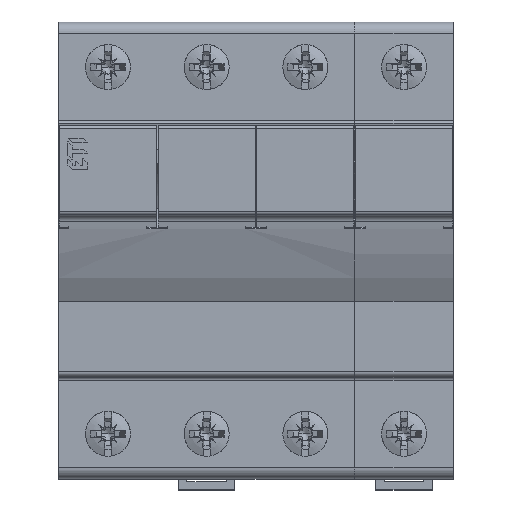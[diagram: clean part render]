
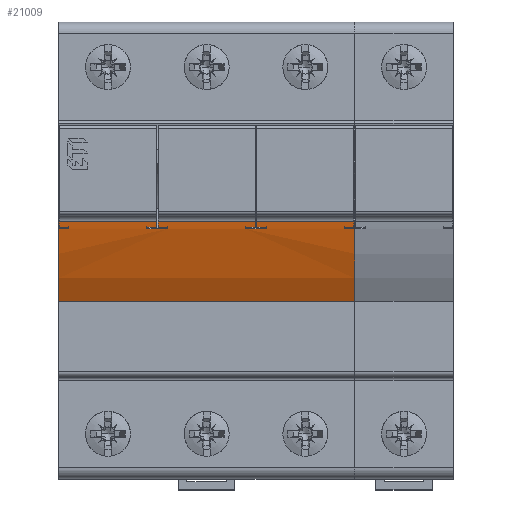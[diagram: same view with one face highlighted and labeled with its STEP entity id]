
A CAD part, top view. The second image highlights one B-rep face of the part: STEP entity #21009.
In plain terms, the highlighted cylindrical face has radius 46 mm (diameter 92 mm), a partial arc.
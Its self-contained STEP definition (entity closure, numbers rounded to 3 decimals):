
#147=CARTESIAN_POINT('',(0.,-3.7,7.5));
#148=DIRECTION('',(1.,0.,0.));
#149=DIRECTION('',(0.,-0.221,0.975));
#150=AXIS2_PLACEMENT_3D('',#147,#148,#149);
#3301=DIRECTION('',(1.,0.,0.));
#3302=VECTOR('',#3301,17.2);
#3303=CARTESIAN_POINT('',(35.15,-12.609,52.629));
#3304=LINE('',#3303,#3302);
#3308=DIRECTION('',(-1.,0.,0.));
#3309=VECTOR('',#3308,52.5);
#3310=CARTESIAN_POINT('',(52.5,-26.764,47.3));
#3311=LINE('',#3310,#3309);
#3315=DIRECTION('',(1.,0.,0.));
#3316=VECTOR('',#3315,17.2);
#3317=CARTESIAN_POINT('',(0.15,-12.609,52.629));
#3318=LINE('',#3317,#3316);
#3322=DIRECTION('',(1.,0.,0.));
#3323=VECTOR('',#3322,17.2);
#3324=CARTESIAN_POINT('',(17.65,-12.609,52.629));
#3325=LINE('',#3324,#3323);
#3329=DIRECTION('',(-1.,0.,0.));
#3330=VECTOR('',#3329,3.7);
#3331=CARTESIAN_POINT('',(36.85,-13.883,52.359));
#3332=LINE('',#3331,#3330);
#3363=CARTESIAN_POINT('',(33.15,-3.7,7.5));
#3364=DIRECTION('',(-1.,0.,0.));
#3365=DIRECTION('',(0.,-0.221,0.975));
#3366=AXIS2_PLACEMENT_3D('',#3363,#3364,#3365);
#3387=DIRECTION('',(1.,0.,0.));
#3388=VECTOR('',#3387,1.7);
#3389=CARTESIAN_POINT('',(33.15,-13.637,52.414));
#3390=LINE('',#3389,#3388);
#3540=CARTESIAN_POINT('',(34.85,-3.7,7.5));
#3541=DIRECTION('',(-1.,0.,0.));
#3542=DIRECTION('',(0.,-0.216,0.976));
#3543=AXIS2_PLACEMENT_3D('',#3540,#3541,#3542);
#3625=CARTESIAN_POINT('',(17.65,-3.7,7.5));
#3626=DIRECTION('',(1.,0.,0.));
#3627=DIRECTION('',(0.,-0.194,0.981));
#3628=AXIS2_PLACEMENT_3D('',#3625,#3626,#3627);
#3739=DIRECTION('',(1.,0.,0.));
#3740=VECTOR('',#3739,1.7);
#3741=CARTESIAN_POINT('',(17.65,-13.637,52.414));
#3742=LINE('',#3741,#3740);
#3785=CARTESIAN_POINT('',(19.35,-3.7,7.5));
#3786=DIRECTION('',(1.,0.,0.));
#3787=DIRECTION('',(0.,-0.216,0.976));
#3788=AXIS2_PLACEMENT_3D('',#3785,#3786,#3787);
#3793=DIRECTION('',(-1.,0.,0.));
#3794=VECTOR('',#3793,3.7);
#3795=CARTESIAN_POINT('',(19.35,-13.883,52.359));
#3796=LINE('',#3795,#3794);
#3820=CARTESIAN_POINT('',(15.65,-3.7,7.5));
#3821=DIRECTION('',(-1.,0.,0.));
#3822=DIRECTION('',(0.,-0.221,0.975));
#3823=AXIS2_PLACEMENT_3D('',#3820,#3821,#3822);
#3844=DIRECTION('',(1.,0.,0.));
#3845=VECTOR('',#3844,1.7);
#3846=CARTESIAN_POINT('',(15.65,-13.637,52.414));
#3847=LINE('',#3846,#3845);
#3997=CARTESIAN_POINT('',(17.35,-3.7,7.5));
#3998=DIRECTION('',(-1.,0.,0.));
#3999=DIRECTION('',(0.,-0.216,0.976));
#4000=AXIS2_PLACEMENT_3D('',#3997,#3998,#3999);
#4082=CARTESIAN_POINT('',(0.15,-3.7,7.5));
#4083=DIRECTION('',(1.,0.,0.));
#4084=DIRECTION('',(0.,-0.194,0.981));
#4085=AXIS2_PLACEMENT_3D('',#4082,#4083,#4084);
#4196=DIRECTION('',(1.,0.,0.));
#4197=VECTOR('',#4196,1.7);
#4198=CARTESIAN_POINT('',(0.15,-13.637,52.414));
#4199=LINE('',#4198,#4197);
#4242=CARTESIAN_POINT('',(1.85,-3.7,7.5));
#4243=DIRECTION('',(1.,0.,0.));
#4244=DIRECTION('',(0.,-0.216,0.976));
#4245=AXIS2_PLACEMENT_3D('',#4242,#4243,#4244);
#4250=DIRECTION('',(-1.,0.,0.));
#4251=VECTOR('',#4250,1.85);
#4252=CARTESIAN_POINT('',(1.85,-13.883,52.359));
#4253=LINE('',#4252,#4251);
#5876=CARTESIAN_POINT('',(36.85,-3.7,7.5));
#5877=DIRECTION('',(1.,0.,0.));
#5878=DIRECTION('',(0.,-0.216,0.976));
#5879=AXIS2_PLACEMENT_3D('',#5876,#5877,#5878);
#5984=DIRECTION('',(-1.,0.,0.));
#5985=VECTOR('',#5984,1.85);
#5986=CARTESIAN_POINT('',(52.5,-13.883,52.359));
#5987=LINE('',#5986,#5985);
#5999=CARTESIAN_POINT('',(50.65,-3.7,7.5));
#6000=DIRECTION('',(-1.,0.,0.));
#6001=DIRECTION('',(0.,-0.221,0.975));
#6002=AXIS2_PLACEMENT_3D('',#5999,#6000,#6001);
#6023=DIRECTION('',(1.,0.,0.));
#6024=VECTOR('',#6023,1.7);
#6025=CARTESIAN_POINT('',(50.65,-13.637,52.414));
#6026=LINE('',#6025,#6024);
#6114=CARTESIAN_POINT('',(52.35,-3.7,7.5));
#6115=DIRECTION('',(-1.,0.,0.));
#6116=DIRECTION('',(0.,-0.216,0.976));
#6117=AXIS2_PLACEMENT_3D('',#6114,#6115,#6116);
#6199=CARTESIAN_POINT('',(35.15,-3.7,7.5));
#6200=DIRECTION('',(1.,0.,0.));
#6201=DIRECTION('',(0.,-0.194,0.981));
#6202=AXIS2_PLACEMENT_3D('',#6199,#6200,#6201);
#6313=DIRECTION('',(1.,0.,0.));
#6314=VECTOR('',#6313,1.7);
#6315=CARTESIAN_POINT('',(35.15,-13.637,52.414));
#6316=LINE('',#6315,#6314);
#6573=CARTESIAN_POINT('',(52.5,-3.7,7.5));
#6574=DIRECTION('',(-1.,0.,0.));
#6575=DIRECTION('',(0.,-0.501,0.865));
#6576=AXIS2_PLACEMENT_3D('',#6573,#6574,#6575);
#15844=CARTESIAN_POINT('',(0.,-13.883,52.359));
#15845=VERTEX_POINT('',#15844);
#15846=CARTESIAN_POINT('',(0.,-26.764,47.3));
#15847=VERTEX_POINT('',#15846);
#16600=CARTESIAN_POINT('',(52.5,-26.764,47.3));
#16601=VERTEX_POINT('',#16600);
#16602=CARTESIAN_POINT('',(36.85,-13.883,52.359));
#16603=CARTESIAN_POINT('',(33.15,-13.883,52.359));
#16604=VERTEX_POINT('',#16602);
#16605=VERTEX_POINT('',#16603);
#16606=CARTESIAN_POINT('',(36.85,-13.637,52.414));
#16607=VERTEX_POINT('',#16606);
#16608=CARTESIAN_POINT('',(35.15,-13.637,52.414));
#16609=VERTEX_POINT('',#16608);
#16610=CARTESIAN_POINT('',(35.15,-12.609,52.629));
#16611=VERTEX_POINT('',#16610);
#16612=CARTESIAN_POINT('',(52.35,-12.609,52.629));
#16613=VERTEX_POINT('',#16612);
#16614=CARTESIAN_POINT('',(52.35,-13.637,52.414));
#16615=VERTEX_POINT('',#16614);
#16616=CARTESIAN_POINT('',(50.65,-13.637,52.414));
#16617=VERTEX_POINT('',#16616);
#16618=CARTESIAN_POINT('',(50.65,-13.883,52.359));
#16619=VERTEX_POINT('',#16618);
#16620=CARTESIAN_POINT('',(52.5,-13.883,52.359));
#16621=VERTEX_POINT('',#16620);
#16622=CARTESIAN_POINT('',(1.85,-13.883,52.359));
#16623=VERTEX_POINT('',#16622);
#16624=CARTESIAN_POINT('',(1.85,-13.637,52.414));
#16625=VERTEX_POINT('',#16624);
#16626=CARTESIAN_POINT('',(0.15,-13.637,52.414));
#16627=VERTEX_POINT('',#16626);
#16628=CARTESIAN_POINT('',(0.15,-12.609,52.629));
#16629=VERTEX_POINT('',#16628);
#16630=CARTESIAN_POINT('',(17.35,-12.609,52.629));
#16631=VERTEX_POINT('',#16630);
#16632=CARTESIAN_POINT('',(17.35,-13.637,52.414));
#16633=VERTEX_POINT('',#16632);
#16634=CARTESIAN_POINT('',(15.65,-13.637,52.414));
#16635=VERTEX_POINT('',#16634);
#16636=CARTESIAN_POINT('',(15.65,-13.883,52.359));
#16637=VERTEX_POINT('',#16636);
#16638=CARTESIAN_POINT('',(19.35,-13.883,52.359));
#16639=VERTEX_POINT('',#16638);
#16640=CARTESIAN_POINT('',(19.35,-13.637,52.414));
#16641=VERTEX_POINT('',#16640);
#16642=CARTESIAN_POINT('',(17.65,-13.637,52.414));
#16643=VERTEX_POINT('',#16642);
#16644=CARTESIAN_POINT('',(17.65,-12.609,52.629));
#16645=VERTEX_POINT('',#16644);
#16646=CARTESIAN_POINT('',(34.85,-12.609,52.629));
#16647=VERTEX_POINT('',#16646);
#16648=CARTESIAN_POINT('',(34.85,-13.637,52.414));
#16649=VERTEX_POINT('',#16648);
#16650=CARTESIAN_POINT('',(33.15,-13.637,52.414));
#16651=VERTEX_POINT('',#16650);
#20948=CARTESIAN_POINT('',(17.5,-3.7,7.5));
#20949=DIRECTION('',(1.,0.,0.));
#20950=DIRECTION('',(0.,1.,0.));
#20951=AXIS2_PLACEMENT_3D('',#20948,#20949,#20950);
#20952=CYLINDRICAL_SURFACE('',#20951,46.);
#20954=ORIENTED_EDGE('',*,*,#20953,.F.);
#20956=ORIENTED_EDGE('',*,*,#20955,.F.);
#20958=ORIENTED_EDGE('',*,*,#20957,.F.);
#20960=ORIENTED_EDGE('',*,*,#20959,.F.);
#20962=ORIENTED_EDGE('',*,*,#20961,.T.);
#20964=ORIENTED_EDGE('',*,*,#20963,.F.);
#20966=ORIENTED_EDGE('',*,*,#20965,.F.);
#20968=ORIENTED_EDGE('',*,*,#20967,.F.);
#20970=ORIENTED_EDGE('',*,*,#20969,.F.);
#20972=ORIENTED_EDGE('',*,*,#20971,.F.);
#20973=ORIENTED_EDGE('',*,*,#20939,.T.);
#20974=ORIENTED_EDGE('',*,*,#18350,.F.);
#20976=ORIENTED_EDGE('',*,*,#20975,.F.);
#20978=ORIENTED_EDGE('',*,*,#20977,.F.);
#20980=ORIENTED_EDGE('',*,*,#20979,.F.);
#20982=ORIENTED_EDGE('',*,*,#20981,.F.);
#20984=ORIENTED_EDGE('',*,*,#20983,.T.);
#20986=ORIENTED_EDGE('',*,*,#20985,.F.);
#20988=ORIENTED_EDGE('',*,*,#20987,.F.);
#20990=ORIENTED_EDGE('',*,*,#20989,.F.);
#20992=ORIENTED_EDGE('',*,*,#20991,.F.);
#20994=ORIENTED_EDGE('',*,*,#20993,.F.);
#20996=ORIENTED_EDGE('',*,*,#20995,.F.);
#20998=ORIENTED_EDGE('',*,*,#20997,.F.);
#21000=ORIENTED_EDGE('',*,*,#20999,.T.);
#21002=ORIENTED_EDGE('',*,*,#21001,.F.);
#21004=ORIENTED_EDGE('',*,*,#21003,.F.);
#21006=ORIENTED_EDGE('',*,*,#21005,.F.);
#21007=EDGE_LOOP('',(#20954,#20956,#20958,#20960,#20962,#20964,#20966,#20968,
#20970,#20972,#20973,#20974,#20976,#20978,#20980,#20982,#20984,#20986,#20988,
#20990,#20992,#20994,#20996,#20998,#21000,#21002,#21004,#21006));
#21008=FACE_OUTER_BOUND('',#21007,.F.);
#151=CIRCLE('',#150,46.);
#3367=CIRCLE('',#3366,46.);
#3544=CIRCLE('',#3543,46.);
#3629=CIRCLE('',#3628,46.);
#3789=CIRCLE('',#3788,46.);
#3824=CIRCLE('',#3823,46.);
#4001=CIRCLE('',#4000,46.);
#4086=CIRCLE('',#4085,46.);
#4246=CIRCLE('',#4245,46.);
#5880=CIRCLE('',#5879,46.);
#6003=CIRCLE('',#6002,46.);
#6118=CIRCLE('',#6117,46.);
#6203=CIRCLE('',#6202,46.);
#6577=CIRCLE('',#6576,46.);
#18350=EDGE_CURVE('',#15845,#15847,#151,.T.);
#20939=EDGE_CURVE('',#16601,#15847,#3311,.T.);
#20953=EDGE_CURVE('',#16604,#16605,#3332,.T.);
#20955=EDGE_CURVE('',#16607,#16604,#5880,.T.);
#20957=EDGE_CURVE('',#16609,#16607,#6316,.T.);
#20959=EDGE_CURVE('',#16611,#16609,#6203,.T.);
#20961=EDGE_CURVE('',#16611,#16613,#3304,.T.);
#20963=EDGE_CURVE('',#16615,#16613,#6118,.T.);
#20965=EDGE_CURVE('',#16617,#16615,#6026,.T.);
#20967=EDGE_CURVE('',#16619,#16617,#6003,.T.);
#20969=EDGE_CURVE('',#16621,#16619,#5987,.T.);
#20971=EDGE_CURVE('',#16601,#16621,#6577,.T.);
#20975=EDGE_CURVE('',#16623,#15845,#4253,.T.);
#20977=EDGE_CURVE('',#16625,#16623,#4246,.T.);
#20979=EDGE_CURVE('',#16627,#16625,#4199,.T.);
#20981=EDGE_CURVE('',#16629,#16627,#4086,.T.);
#20983=EDGE_CURVE('',#16629,#16631,#3318,.T.);
#20985=EDGE_CURVE('',#16633,#16631,#4001,.T.);
#20987=EDGE_CURVE('',#16635,#16633,#3847,.T.);
#20989=EDGE_CURVE('',#16637,#16635,#3824,.T.);
#20991=EDGE_CURVE('',#16639,#16637,#3796,.T.);
#20993=EDGE_CURVE('',#16641,#16639,#3789,.T.);
#20995=EDGE_CURVE('',#16643,#16641,#3742,.T.);
#20997=EDGE_CURVE('',#16645,#16643,#3629,.T.);
#20999=EDGE_CURVE('',#16645,#16647,#3325,.T.);
#21001=EDGE_CURVE('',#16649,#16647,#3544,.T.);
#21003=EDGE_CURVE('',#16651,#16649,#3390,.T.);
#21005=EDGE_CURVE('',#16605,#16651,#3367,.T.);
#21009=ADVANCED_FACE('',(#21008),#20952,.T.);
